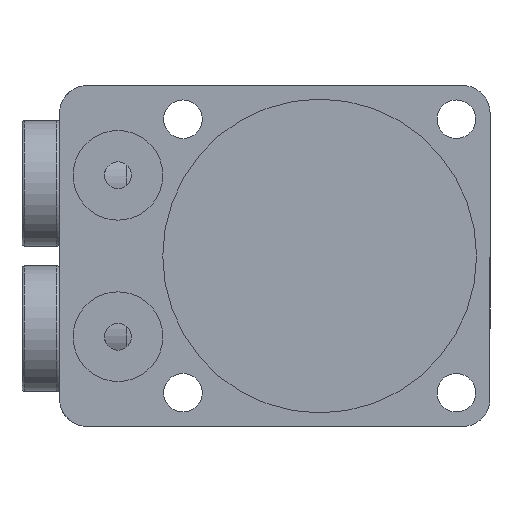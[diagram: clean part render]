
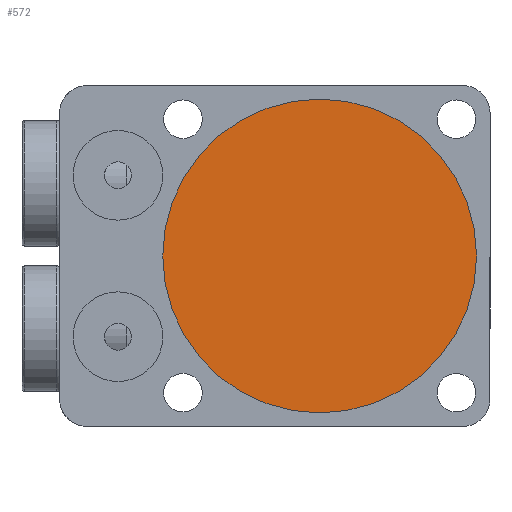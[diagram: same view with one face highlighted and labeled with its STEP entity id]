
A CAD part, front view. The second image highlights one B-rep face of the part: STEP entity #572.
In plain terms, the highlighted planar face has unit normal (0, -1, 0).
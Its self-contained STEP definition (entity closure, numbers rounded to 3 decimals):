
#538 = CARTESIAN_POINT ( 'NONE',  ( 0., 0., -17.5 ) ) ;
#572 = ADVANCED_FACE ( 'NONE', ( #6155 ), #4894, .F. ) ;
#744 = ORIENTED_EDGE ( 'NONE', *, *, #2478, .F. ) ;
#835 = DIRECTION ( 'NONE',  ( 0., 1., 0. ) ) ;
#1619 = VERTEX_POINT ( 'NONE', #1875 ) ;
#1875 = CARTESIAN_POINT ( 'NONE',  ( 0., 0., 17.5 ) ) ;
#2131 = CARTESIAN_POINT ( 'NONE',  ( 0., 0., 0. ) ) ;
#2385 = DIRECTION ( 'NONE',  ( 0., 0., 1. ) ) ;
#2402 = AXIS2_PLACEMENT_3D ( 'NONE', #3909, #835, #4410 ) ;
#2478 = EDGE_CURVE ( 'NONE', #1619, #4878, #5900, .T. ) ;
#2519 = ORIENTED_EDGE ( 'NONE', *, *, #5581, .F. ) ;
#2640 = DIRECTION ( 'NONE',  ( 0., 0., 1. ) ) ;
#2873 = AXIS2_PLACEMENT_3D ( 'NONE', #5928, #5906, #2385 ) ;
#3222 = AXIS2_PLACEMENT_3D ( 'NONE', #2131, #5721, #2640 ) ;
#3909 = CARTESIAN_POINT ( 'NONE',  ( 0., 0., 0. ) ) ;
#4410 = DIRECTION ( 'NONE',  ( 0., 0., 1. ) ) ;
#4878 = VERTEX_POINT ( 'NONE', #538 ) ;
#4894 = PLANE ( 'NONE',  #2873 ) ;
#5380 = CIRCLE ( 'NONE', #3222, 17.5 ) ;
#5581 = EDGE_CURVE ( 'NONE', #4878, #1619, #5380, .T. ) ;
#5721 = DIRECTION ( 'NONE',  ( 0., 1., 0. ) ) ;
#5747 = EDGE_LOOP ( 'NONE', ( #2519, #744 ) ) ;
#5900 = CIRCLE ( 'NONE', #2402, 17.5 ) ;
#5906 = DIRECTION ( 'NONE',  ( 0., 1., 0. ) ) ;
#5928 = CARTESIAN_POINT ( 'NONE',  ( 0., 0., 0. ) ) ;
#6155 = FACE_OUTER_BOUND ( 'NONE', #5747, .T. ) ;
